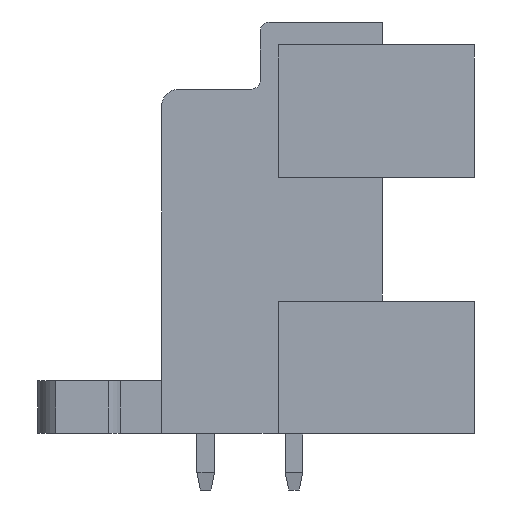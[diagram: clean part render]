
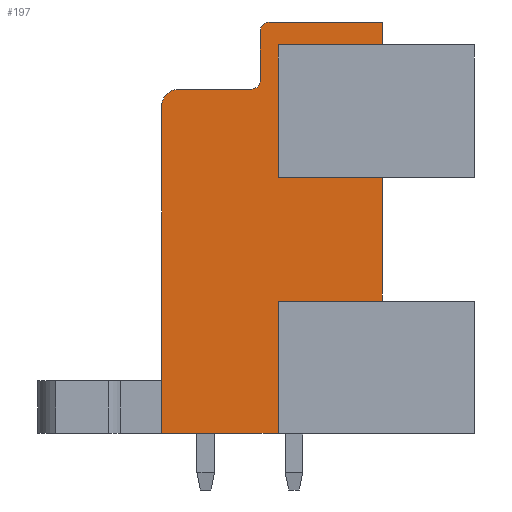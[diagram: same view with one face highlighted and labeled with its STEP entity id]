
A CAD part, left-side view. The second image highlights one B-rep face of the part: STEP entity #197.
In plain terms, the highlighted planar face has unit normal (-1, 0, 0).
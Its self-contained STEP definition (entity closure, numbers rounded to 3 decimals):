
#82=AXIS2_PLACEMENT_3D('Plane Axis2P3D',#79,#80,#81) ;
#123=AXIS2_PLACEMENT_3D('Circle Axis2P3D',#121,#122,$) ;
#137=AXIS2_PLACEMENT_3D('Circle Axis2P3D',#135,#136,$) ;
#151=AXIS2_PLACEMENT_3D('Circle Axis2P3D',#149,#150,$) ;
#36=CARTESIAN_POINT('Line Origine',(0.7,11.1,6.95)) ;
#40=CARTESIAN_POINT('Vertex',(0.7,11.1,10.7)) ;
#42=CARTESIAN_POINT('Vertex',(0.7,11.1,3.2)) ;
#79=CARTESIAN_POINT('Axis2P3D Location',(0.7,0.,0.)) ;
#84=CARTESIAN_POINT('Line Origine',(0.7,8.15,17.7)) ;
#88=CARTESIAN_POINT('Vertex',(0.7,11.1,17.7)) ;
#90=CARTESIAN_POINT('Vertex',(0.7,5.2,17.7)) ;
#93=CARTESIAN_POINT('Line Origine',(0.7,11.1,21.45)) ;
#97=CARTESIAN_POINT('Vertex',(0.7,11.1,25.2)) ;
#100=CARTESIAN_POINT('Line Origine',(0.7,8.15,25.2)) ;
#104=CARTESIAN_POINT('Vertex',(0.7,5.2,25.2)) ;
#107=CARTESIAN_POINT('Line Origine',(0.7,5.2,25.85)) ;
#111=CARTESIAN_POINT('Vertex',(0.7,5.2,26.5)) ;
#114=CARTESIAN_POINT('Line Origine',(0.7,8.4,26.5)) ;
#118=CARTESIAN_POINT('Vertex',(0.7,11.6,26.5)) ;
#121=CARTESIAN_POINT('Axis2P3D Location',(0.7,11.6,26.)) ;
#125=CARTESIAN_POINT('Vertex',(0.7,12.1,26.)) ;
#128=CARTESIAN_POINT('Line Origine',(0.7,12.1,24.6)) ;
#132=CARTESIAN_POINT('Vertex',(0.7,12.1,23.2)) ;
#135=CARTESIAN_POINT('Axis2P3D Location',(0.7,12.6,23.2)) ;
#139=CARTESIAN_POINT('Vertex',(0.7,12.6,22.7)) ;
#142=CARTESIAN_POINT('Line Origine',(0.7,14.65,22.7)) ;
#146=CARTESIAN_POINT('Vertex',(0.7,16.7,22.7)) ;
#149=CARTESIAN_POINT('Axis2P3D Location',(0.7,16.7,21.7)) ;
#153=CARTESIAN_POINT('Vertex',(0.7,17.7,21.7)) ;
#156=CARTESIAN_POINT('Line Origine',(0.7,17.7,12.45)) ;
#160=CARTESIAN_POINT('Vertex',(0.7,17.7,3.2)) ;
#163=CARTESIAN_POINT('Line Origine',(0.7,14.4,3.2)) ;
#168=CARTESIAN_POINT('Line Origine',(0.7,8.15,10.7)) ;
#172=CARTESIAN_POINT('Vertex',(0.7,5.2,10.7)) ;
#175=CARTESIAN_POINT('Line Origine',(0.7,5.2,14.2)) ;
#37=DIRECTION('Vector Direction',(0.,0.,1.)) ;
#80=DIRECTION('Axis2P3D Direction',(-1.,0.,0.)) ;
#81=DIRECTION('Axis2P3D XDirection',(0.,-1.,0.)) ;
#85=DIRECTION('Vector Direction',(0.,1.,0.)) ;
#94=DIRECTION('Vector Direction',(0.,0.,1.)) ;
#101=DIRECTION('Vector Direction',(0.,-1.,0.)) ;
#108=DIRECTION('Vector Direction',(0.,0.,-1.)) ;
#115=DIRECTION('Vector Direction',(0.,-1.,0.)) ;
#122=DIRECTION('Axis2P3D Direction',(-1.,0.,0.)) ;
#129=DIRECTION('Vector Direction',(0.,0.,1.)) ;
#136=DIRECTION('Axis2P3D Direction',(-1.,0.,0.)) ;
#143=DIRECTION('Vector Direction',(0.,-1.,0.)) ;
#150=DIRECTION('Axis2P3D Direction',(-1.,0.,0.)) ;
#157=DIRECTION('Vector Direction',(0.,0.,1.)) ;
#164=DIRECTION('Vector Direction',(0.,1.,0.)) ;
#169=DIRECTION('Vector Direction',(0.,-1.,0.)) ;
#176=DIRECTION('Vector Direction',(0.,0.,-1.)) ;
#38=VECTOR('Line Direction',#37,1.) ;
#86=VECTOR('Line Direction',#85,1.) ;
#95=VECTOR('Line Direction',#94,1.) ;
#102=VECTOR('Line Direction',#101,1.) ;
#109=VECTOR('Line Direction',#108,1.) ;
#116=VECTOR('Line Direction',#115,1.) ;
#130=VECTOR('Line Direction',#129,1.) ;
#144=VECTOR('Line Direction',#143,1.) ;
#158=VECTOR('Line Direction',#157,1.) ;
#165=VECTOR('Line Direction',#164,1.) ;
#170=VECTOR('Line Direction',#169,1.) ;
#177=VECTOR('Line Direction',#176,1.) ;
#181=ORIENTED_EDGE('',*,*,#92,.F.) ;
#182=ORIENTED_EDGE('',*,*,#99,.F.) ;
#183=ORIENTED_EDGE('',*,*,#106,.F.) ;
#184=ORIENTED_EDGE('',*,*,#113,.T.) ;
#185=ORIENTED_EDGE('',*,*,#120,.T.) ;
#186=ORIENTED_EDGE('',*,*,#127,.T.) ;
#187=ORIENTED_EDGE('',*,*,#134,.T.) ;
#188=ORIENTED_EDGE('',*,*,#141,.T.) ;
#189=ORIENTED_EDGE('',*,*,#148,.T.) ;
#190=ORIENTED_EDGE('',*,*,#155,.T.) ;
#191=ORIENTED_EDGE('',*,*,#162,.T.) ;
#192=ORIENTED_EDGE('',*,*,#167,.T.) ;
#193=ORIENTED_EDGE('',*,*,#44,.F.) ;
#194=ORIENTED_EDGE('',*,*,#174,.F.) ;
#195=ORIENTED_EDGE('',*,*,#179,.T.) ;
#197=ADVANCED_FACE('Housing',(#196),#83,.T.) ;
#124=CIRCLE('generated circle',#123,0.5) ;
#138=CIRCLE('generated circle',#137,0.5) ;
#152=CIRCLE('generated circle',#151,1.) ;
#44=EDGE_CURVE('',#41,#43,#39,.F.) ;
#92=EDGE_CURVE('',#89,#91,#87,.F.) ;
#99=EDGE_CURVE('',#98,#89,#96,.F.) ;
#106=EDGE_CURVE('',#105,#98,#103,.F.) ;
#113=EDGE_CURVE('',#105,#112,#110,.F.) ;
#120=EDGE_CURVE('',#112,#119,#117,.F.) ;
#127=EDGE_CURVE('',#119,#126,#124,.T.) ;
#134=EDGE_CURVE('',#126,#133,#131,.F.) ;
#141=EDGE_CURVE('',#133,#140,#138,.F.) ;
#148=EDGE_CURVE('',#140,#147,#145,.F.) ;
#155=EDGE_CURVE('',#147,#154,#152,.T.) ;
#162=EDGE_CURVE('',#154,#161,#159,.F.) ;
#167=EDGE_CURVE('',#161,#43,#166,.F.) ;
#174=EDGE_CURVE('',#173,#41,#171,.F.) ;
#179=EDGE_CURVE('',#173,#91,#178,.F.) ;
#180=EDGE_LOOP('',(#181,#182,#183,#184,#185,#186,#187,#188,#189,#190,#191,#192,#193,#194,#195)) ;
#196=FACE_OUTER_BOUND('',#180,.T.) ;
#39=LINE('Line',#36,#38) ;
#87=LINE('Line',#84,#86) ;
#96=LINE('Line',#93,#95) ;
#103=LINE('Line',#100,#102) ;
#110=LINE('Line',#107,#109) ;
#117=LINE('Line',#114,#116) ;
#131=LINE('Line',#128,#130) ;
#145=LINE('Line',#142,#144) ;
#159=LINE('Line',#156,#158) ;
#166=LINE('Line',#163,#165) ;
#171=LINE('Line',#168,#170) ;
#178=LINE('Line',#175,#177) ;
#83=PLANE('',#82) ;
#41=VERTEX_POINT('',#40) ;
#43=VERTEX_POINT('',#42) ;
#89=VERTEX_POINT('',#88) ;
#91=VERTEX_POINT('',#90) ;
#98=VERTEX_POINT('',#97) ;
#105=VERTEX_POINT('',#104) ;
#112=VERTEX_POINT('',#111) ;
#119=VERTEX_POINT('',#118) ;
#126=VERTEX_POINT('',#125) ;
#133=VERTEX_POINT('',#132) ;
#140=VERTEX_POINT('',#139) ;
#147=VERTEX_POINT('',#146) ;
#154=VERTEX_POINT('',#153) ;
#161=VERTEX_POINT('',#160) ;
#173=VERTEX_POINT('',#172) ;
